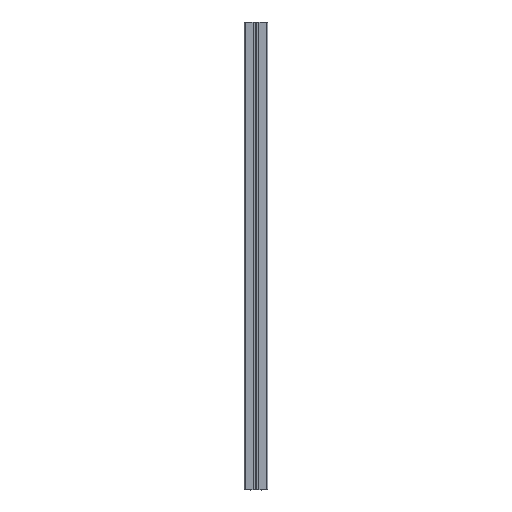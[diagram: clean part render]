
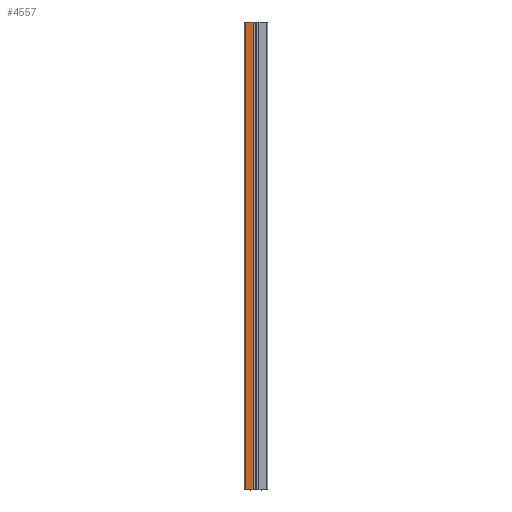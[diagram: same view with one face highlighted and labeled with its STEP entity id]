
A CAD part, left-side view. The second image highlights one B-rep face of the part: STEP entity #4557.
In plain terms, the highlighted planar face has unit normal (-1, 0, 0).
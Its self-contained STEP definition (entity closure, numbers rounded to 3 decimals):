
#1536 = LINE ( 'NONE', #11178, #12578 ) ;
#3064 = LINE ( 'NONE', #12602, #3256 ) ;
#3256 = VECTOR ( 'NONE', #10901, 1000. ) ;
#4025 = EDGE_LOOP ( 'NONE', ( #8859, #19562, #14511, #9056 ) ) ;
#4557 = ADVANCED_FACE ( 'NONE', ( #10581 ), #20879, .T. ) ;
#4857 = DIRECTION ( 'NONE',  ( 0., 0., 1. ) ) ;
#6056 = VECTOR ( 'NONE', #14869, 1000. ) ;
#6256 = VERTEX_POINT ( 'NONE', #14261 ) ;
#6862 = VERTEX_POINT ( 'NONE', #13376 ) ;
#8065 = EDGE_CURVE ( 'NONE', #12559, #17022, #11834, .T. ) ;
#8101 = CARTESIAN_POINT ( 'NONE',  ( -25., 6.325, 0. ) ) ;
#8377 = EDGE_CURVE ( 'NONE', #17022, #6256, #1536, .T. ) ;
#8859 = ORIENTED_EDGE ( 'NONE', *, *, #12453, .T. ) ;
#9056 = ORIENTED_EDGE ( 'NONE', *, *, #8065, .F. ) ;
#9698 = DIRECTION ( 'NONE',  ( 0., 1., 0. ) ) ;
#10581 = FACE_OUTER_BOUND ( 'NONE', #4025, .T. ) ;
#10802 = EDGE_CURVE ( 'NONE', #6862, #6256, #3064, .T. ) ;
#10901 = DIRECTION ( 'NONE',  ( 0., 0., -1. ) ) ;
#11178 = CARTESIAN_POINT ( 'NONE',  ( -25., 25., -1000. ) ) ;
#11834 = LINE ( 'NONE', #16271, #13783 ) ;
#12453 = EDGE_CURVE ( 'NONE', #12559, #6862, #18044, .T. ) ;
#12559 = VERTEX_POINT ( 'NONE', #8101 ) ;
#12578 = VECTOR ( 'NONE', #9698, 1000. ) ;
#12602 = CARTESIAN_POINT ( 'NONE',  ( -25., 23., -1000. ) ) ;
#13376 = CARTESIAN_POINT ( 'NONE',  ( -25., 23., 0. ) ) ;
#13783 = VECTOR ( 'NONE', #16589, 1000. ) ;
#14261 = CARTESIAN_POINT ( 'NONE',  ( -25., 23., -1000. ) ) ;
#14511 = ORIENTED_EDGE ( 'NONE', *, *, #8377, .F. ) ;
#14869 = DIRECTION ( 'NONE',  ( 0., 1., 0. ) ) ;
#14960 = CARTESIAN_POINT ( 'NONE',  ( -25., 25., 0. ) ) ;
#16189 = CARTESIAN_POINT ( 'NONE',  ( -25., 25., -1000. ) ) ;
#16271 = CARTESIAN_POINT ( 'NONE',  ( -25., 6.325, -1000. ) ) ;
#16589 = DIRECTION ( 'NONE',  ( 0., 0., -1. ) ) ;
#17022 = VERTEX_POINT ( 'NONE', #19406 ) ;
#17488 = AXIS2_PLACEMENT_3D ( 'NONE', #16189, #17677, #4857 ) ;
#17677 = DIRECTION ( 'NONE',  ( -1., 0., 0. ) ) ;
#18044 = LINE ( 'NONE', #14960, #6056 ) ;
#19406 = CARTESIAN_POINT ( 'NONE',  ( -25., 6.325, -1000. ) ) ;
#19562 = ORIENTED_EDGE ( 'NONE', *, *, #10802, .T. ) ;
#20879 = PLANE ( 'NONE',  #17488 ) ;
